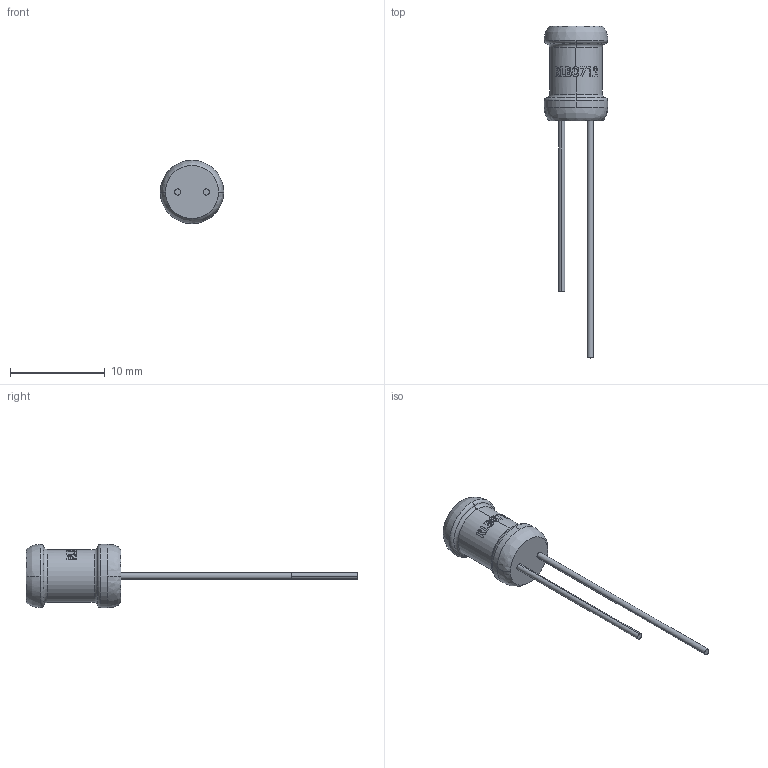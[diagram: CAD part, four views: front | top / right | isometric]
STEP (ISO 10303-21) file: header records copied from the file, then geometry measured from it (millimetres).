
FILE_DESCRIPTION (( 'STEP AP214' ), '1' );
FILE_NAME ('ED308FD0-DCD5-4D31-AFF0-D2DBD6BE42A4.STEP', '2023-06-09T19:57:12', ( '' ), ( '' ), 'SwSTEP 2.0', 'SolidWorks 2022', '' );
FILE_SCHEMA (( 'AUTOMOTIVE_DESIGN' ));
Length unit declared in the file: millimetre
Products named in the file (1): ED308FD0-DCD5-4D31-AFF0-D2DBD6BE42A4
Bounding box: 6.7 x 35 x 6.7 mm (x, y, z)
Volume: 296.3 mm3; surface area: 340.6 mm2
Topology: 1 solids, 1 shells, 110 faces, 278 edges, 182 vertices
Faces by surface type: plane 42, bspline 41, cylinder 19, torus 8
Entity records: 6690 total; most frequent: CARTESIAN_POINT 3158, ORIENTED_EDGE 556, DIRECTION 375, EDGE_CURVE 278, VERTEX_POINT 182, AXIS2_PLACEMENT_3D 154, B_SPLINE_CURVE_WITH_KNOTS 127, EDGE_LOOP 122
